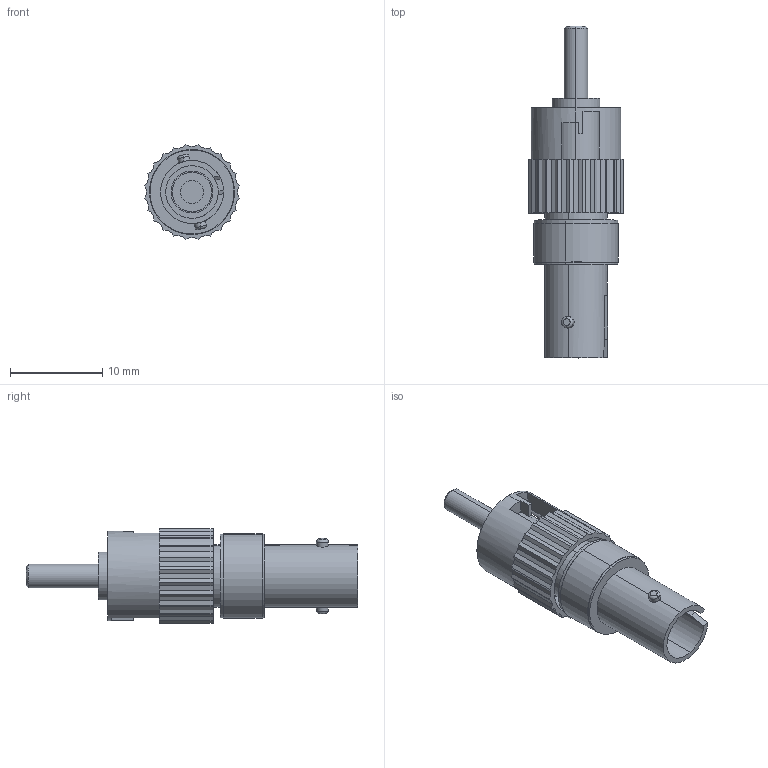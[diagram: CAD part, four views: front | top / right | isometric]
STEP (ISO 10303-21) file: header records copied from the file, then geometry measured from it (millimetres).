
FILE_DESCRIPTION (( 'STEP AP214' ), '1' );
FILE_NAME ('FOATST.STEP', '2007-10-31T18:58:42', ( ' ' ), ( ' ' ), 'SwSTEP 2.0', 'SolidWorks 2007', '' );
FILE_SCHEMA (( 'AUTOMOTIVE_DESIGN' ));
Length unit declared in the file: inch
Products named in the file (3): BOTTOM; 1AF05-011-MA1; FOATST
Assembly tree (2 placements, depth 2):
  FOATST
    BOTTOM
    1AF05-011-MA1
Bounding box: 10.3 x 36.07 x 10.3 mm (x, y, z)
Volume: 1118.4 mm3; surface area: 2019.5 mm2
Topology: 2 solids, 2 shells, 160 faces, 432 edges, 284 vertices
Faces by surface type: plane 119, cylinder 31, cone 6, torus 4
Entity records: 5170 total; most frequent: CARTESIAN_POINT 937, ORIENTED_EDGE 864, DIRECTION 852, EDGE_CURVE 432, VECTOR 326, LINE 326, VERTEX_POINT 284, AXIS2_PLACEMENT_3D 263
